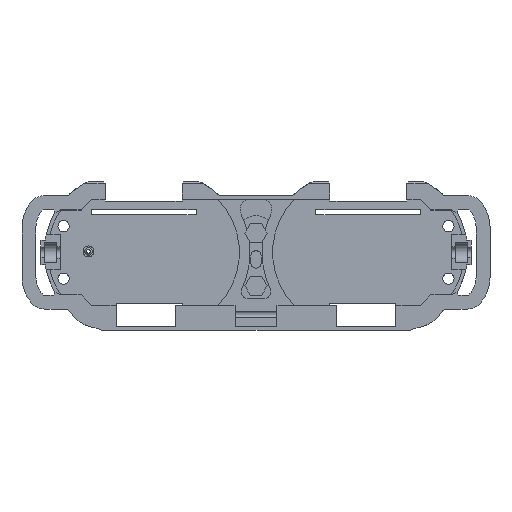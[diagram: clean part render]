
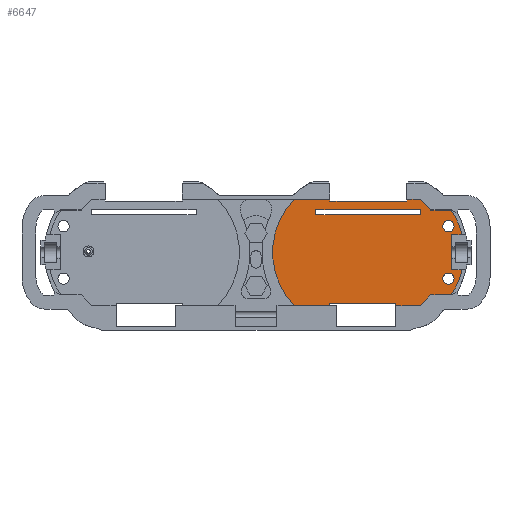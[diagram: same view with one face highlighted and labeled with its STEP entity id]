
A CAD part, top view. The second image highlights one B-rep face of the part: STEP entity #6647.
In plain terms, the highlighted planar face has unit normal (0, 0, 1).
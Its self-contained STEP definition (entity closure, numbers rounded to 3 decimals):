
#52=FACE_BOUND('',#603,.T.);
#53=FACE_BOUND('',#604,.T.);
#54=FACE_BOUND('',#605,.T.);
#241=FACE_OUTER_BOUND('',#602,.T.);
#602=EDGE_LOOP('',(#4884,#4885,#4886,#4887,#4888,#4889,#4890,#4891,#4892,
#4893,#4894,#4895,#4896,#4897,#4898,#4899,#4900,#4901,#4902,#4903));
#603=EDGE_LOOP('',(#4904,#4905,#4906,#4907));
#604=EDGE_LOOP('',(#4908));
#605=EDGE_LOOP('',(#4909));
#1044=LINE('',#9712,#1822);
#1119=LINE('',#9916,#1897);
#1251=LINE('',#10261,#2029);
#1253=LINE('',#10266,#2031);
#1254=LINE('',#10268,#2032);
#1255=LINE('',#10270,#2033);
#1256=LINE('',#10271,#2034);
#1257=LINE('',#10273,#2035);
#1258=LINE('',#10277,#2036);
#1259=LINE('',#10279,#2037);
#1260=LINE('',#10280,#2038);
#1261=LINE('',#10281,#2039);
#1262=LINE('',#10283,#2040);
#1263=LINE('',#10287,#2041);
#1264=LINE('',#10289,#2042);
#1265=LINE('',#10291,#2043);
#1266=LINE('',#10294,#2044);
#1267=LINE('',#10297,#2045);
#1268=LINE('',#10299,#2046);
#1269=LINE('',#10301,#2047);
#1270=LINE('',#10302,#2048);
#1822=VECTOR('',#7739,10.);
#1897=VECTOR('',#7904,10.);
#2029=VECTOR('',#8128,10.);
#2031=VECTOR('',#8132,10.);
#2032=VECTOR('',#8133,10.);
#2033=VECTOR('',#8134,10.);
#2034=VECTOR('',#8135,10.);
#2035=VECTOR('',#8136,10.);
#2036=VECTOR('',#8139,10.);
#2037=VECTOR('',#8140,10.);
#2038=VECTOR('',#8141,10.);
#2039=VECTOR('',#8142,10.);
#2040=VECTOR('',#8143,10.);
#2041=VECTOR('',#8146,10.);
#2042=VECTOR('',#8147,10.);
#2043=VECTOR('',#8148,10.);
#2044=VECTOR('',#8151,10.);
#2045=VECTOR('',#8152,10.);
#2046=VECTOR('',#8153,10.);
#2047=VECTOR('',#8154,10.);
#2048=VECTOR('',#8155,10.);
#2572=CIRCLE('',#7103,21.75);
#2573=CIRCLE('',#7104,21.75);
#2574=CIRCLE('',#7105,21.75);
#2575=CIRCLE('',#7106,1.6);
#2576=CIRCLE('',#7107,1.6);
#2808=VERTEX_POINT('',#9709);
#2809=VERTEX_POINT('',#9711);
#2880=VERTEX_POINT('',#9913);
#2881=VERTEX_POINT('',#9915);
#3016=VERTEX_POINT('',#10258);
#3017=VERTEX_POINT('',#10260);
#3018=VERTEX_POINT('',#10264);
#3019=VERTEX_POINT('',#10265);
#3020=VERTEX_POINT('',#10267);
#3021=VERTEX_POINT('',#10269);
#3022=VERTEX_POINT('',#10272);
#3023=VERTEX_POINT('',#10274);
#3024=VERTEX_POINT('',#10276);
#3025=VERTEX_POINT('',#10278);
#3026=VERTEX_POINT('',#10282);
#3027=VERTEX_POINT('',#10284);
#3028=VERTEX_POINT('',#10286);
#3029=VERTEX_POINT('',#10288);
#3030=VERTEX_POINT('',#10290);
#3031=VERTEX_POINT('',#10292);
#3032=VERTEX_POINT('',#10295);
#3033=VERTEX_POINT('',#10296);
#3034=VERTEX_POINT('',#10298);
#3035=VERTEX_POINT('',#10300);
#3036=VERTEX_POINT('',#10303);
#3037=VERTEX_POINT('',#10305);
#3487=EDGE_CURVE('',#2808,#2809,#1044,.T.);
#3585=EDGE_CURVE('',#2881,#2880,#1119,.T.);
#3747=EDGE_CURVE('',#3017,#3016,#1251,.T.);
#3749=EDGE_CURVE('',#3018,#3019,#1253,.T.);
#3750=EDGE_CURVE('',#3020,#3019,#1254,.T.);
#3751=EDGE_CURVE('',#3020,#3021,#1255,.T.);
#3752=EDGE_CURVE('',#2881,#3021,#1256,.T.);
#3753=EDGE_CURVE('',#3022,#2880,#1257,.T.);
#3754=EDGE_CURVE('',#3023,#3022,#2572,.T.);
#3755=EDGE_CURVE('',#3024,#3023,#1258,.T.);
#3756=EDGE_CURVE('',#3024,#3025,#1259,.T.);
#3757=EDGE_CURVE('',#3025,#2809,#1260,.T.);
#3758=EDGE_CURVE('',#3017,#2808,#1261,.T.);
#3759=EDGE_CURVE('',#3016,#3026,#1262,.T.);
#3760=EDGE_CURVE('',#3027,#3026,#2573,.T.);
#3761=EDGE_CURVE('',#3028,#3027,#1263,.T.);
#3762=EDGE_CURVE('',#3028,#3029,#1264,.T.);
#3763=EDGE_CURVE('',#3030,#3029,#1265,.T.);
#3764=EDGE_CURVE('',#3031,#3030,#2574,.T.);
#3765=EDGE_CURVE('',#3031,#3018,#1266,.T.);
#3766=EDGE_CURVE('',#3032,#3033,#1267,.T.);
#3767=EDGE_CURVE('',#3034,#3032,#1268,.T.);
#3768=EDGE_CURVE('',#3035,#3034,#1269,.T.);
#3769=EDGE_CURVE('',#3033,#3035,#1270,.T.);
#3770=EDGE_CURVE('',#3036,#3036,#2575,.T.);
#3771=EDGE_CURVE('',#3037,#3037,#2576,.T.);
#4884=ORIENTED_EDGE('',*,*,#3749,.T.);
#4885=ORIENTED_EDGE('',*,*,#3750,.F.);
#4886=ORIENTED_EDGE('',*,*,#3751,.T.);
#4887=ORIENTED_EDGE('',*,*,#3752,.F.);
#4888=ORIENTED_EDGE('',*,*,#3585,.T.);
#4889=ORIENTED_EDGE('',*,*,#3753,.F.);
#4890=ORIENTED_EDGE('',*,*,#3754,.F.);
#4891=ORIENTED_EDGE('',*,*,#3755,.F.);
#4892=ORIENTED_EDGE('',*,*,#3756,.T.);
#4893=ORIENTED_EDGE('',*,*,#3757,.T.);
#4894=ORIENTED_EDGE('',*,*,#3487,.F.);
#4895=ORIENTED_EDGE('',*,*,#3758,.F.);
#4896=ORIENTED_EDGE('',*,*,#3747,.T.);
#4897=ORIENTED_EDGE('',*,*,#3759,.T.);
#4898=ORIENTED_EDGE('',*,*,#3760,.F.);
#4899=ORIENTED_EDGE('',*,*,#3761,.F.);
#4900=ORIENTED_EDGE('',*,*,#3762,.T.);
#4901=ORIENTED_EDGE('',*,*,#3763,.F.);
#4902=ORIENTED_EDGE('',*,*,#3764,.F.);
#4903=ORIENTED_EDGE('',*,*,#3765,.T.);
#4904=ORIENTED_EDGE('',*,*,#3766,.F.);
#4905=ORIENTED_EDGE('',*,*,#3767,.F.);
#4906=ORIENTED_EDGE('',*,*,#3768,.F.);
#4907=ORIENTED_EDGE('',*,*,#3769,.F.);
#4908=ORIENTED_EDGE('',*,*,#3770,.T.);
#4909=ORIENTED_EDGE('',*,*,#3771,.T.);
#6374=PLANE('',#7102);
#6647=ADVANCED_FACE('',(#241,#52,#53,#54),#6374,.T.);
#7102=AXIS2_PLACEMENT_3D('',#10263,#8130,#8131);
#7103=AXIS2_PLACEMENT_3D('',#10275,#8137,#8138);
#7104=AXIS2_PLACEMENT_3D('',#10285,#8144,#8145);
#7105=AXIS2_PLACEMENT_3D('',#10293,#8149,#8150);
#7106=AXIS2_PLACEMENT_3D('',#10304,#8156,#8157);
#7107=AXIS2_PLACEMENT_3D('',#10306,#8158,#8159);
#7739=DIRECTION('',(0.,1.,0.));
#7904=DIRECTION('',(0.,1.,0.));
#8128=DIRECTION('',(0.707,0.707,0.));
#8130=DIRECTION('center_axis',(0.,0.,1.));
#8131=DIRECTION('ref_axis',(1.,0.,0.));
#8132=DIRECTION('',(-0.707,0.707,0.));
#8133=DIRECTION('',(1.,0.,0.));
#8134=DIRECTION('',(0.,-1.,0.));
#8135=DIRECTION('',(1.,0.,0.));
#8136=DIRECTION('',(1.,0.,0.));
#8137=DIRECTION('center_axis',(0.,0.,-1.));
#8138=DIRECTION('ref_axis',(-1.,0.,0.));
#8139=DIRECTION('',(-1.,0.,0.));
#8140=DIRECTION('',(0.,1.,0.));
#8141=DIRECTION('',(1.,0.,0.));
#8142=DIRECTION('',(-1.,0.,0.));
#8143=DIRECTION('',(1.,0.,0.));
#8144=DIRECTION('center_axis',(0.,0.,-1.));
#8145=DIRECTION('ref_axis',(-1.,0.,0.));
#8146=DIRECTION('',(1.,0.,0.));
#8147=DIRECTION('',(0.,1.,0.));
#8148=DIRECTION('',(-1.,0.,0.));
#8149=DIRECTION('center_axis',(0.,0.,-1.));
#8150=DIRECTION('ref_axis',(-1.,0.,0.));
#8151=DIRECTION('',(-1.,0.,0.));
#8152=DIRECTION('',(-1.,0.,0.));
#8153=DIRECTION('',(0.,1.,0.));
#8154=DIRECTION('',(1.,0.,0.));
#8155=DIRECTION('',(0.,-1.,0.));
#8156=DIRECTION('center_axis',(0.,0.,-1.));
#8157=DIRECTION('ref_axis',(-1.,0.,0.));
#8158=DIRECTION('center_axis',(0.,0.,-1.));
#8159=DIRECTION('ref_axis',(-1.,0.,0.));
#9709=CARTESIAN_POINT('',(40.,-15.2,-1.));
#9711=CARTESIAN_POINT('',(40.,-14.7,-1.));
#9712=CARTESIAN_POINT('',(40.,-12.05,-1.));
#9913=CARTESIAN_POINT('',(21.125,15.2,-1.));
#9915=CARTESIAN_POINT('',(21.125,14.7,-1.));
#9916=CARTESIAN_POINT('',(21.125,9.603,-1.));
#10258=CARTESIAN_POINT('',(50.,-12.122,-1.));
#10260=CARTESIAN_POINT('',(46.922,-15.2,-1.));
#10261=CARTESIAN_POINT('',(39.761,-22.361,-1.));
#10263=CARTESIAN_POINT('Origin',(0.,0.,-1.));
#10264=CARTESIAN_POINT('',(50.,12.122,-1.));
#10265=CARTESIAN_POINT('',(46.922,15.2,-1.));
#10266=CARTESIAN_POINT('',(39.761,22.361,-1.));
#10267=CARTESIAN_POINT('',(43.125,15.2,-1.));
#10268=CARTESIAN_POINT('',(0.,15.2,-1.));
#10269=CARTESIAN_POINT('',(43.125,14.7,-1.));
#10270=CARTESIAN_POINT('',(43.125,6.15,-1.));
#10271=CARTESIAN_POINT('',(-26.654,14.7,-1.));
#10272=CARTESIAN_POINT('',(10.943,15.2,-1.));
#10273=CARTESIAN_POINT('',(0.,15.2,-1.));
#10274=CARTESIAN_POINT('',(10.943,-15.2,-1.));
#10275=CARTESIAN_POINT('Origin',(26.5,0.,-1.));
#10276=CARTESIAN_POINT('',(21.,-15.2,-1.));
#10277=CARTESIAN_POINT('',(0.,-15.2,-1.));
#10278=CARTESIAN_POINT('',(21.,-14.7,-1.));
#10279=CARTESIAN_POINT('',(21.,-9.05,-1.));
#10280=CARTESIAN_POINT('',(26.654,-14.7,-1.));
#10281=CARTESIAN_POINT('',(0.,-15.2,-1.));
#10282=CARTESIAN_POINT('',(55.809,-12.122,-1.));
#10283=CARTESIAN_POINT('',(25.,-12.122,-1.));
#10284=CARTESIAN_POINT('',(58.917,-5.,-1.));
#10285=CARTESIAN_POINT('Origin',(37.75,0.,-1.));
#10286=CARTESIAN_POINT('',(55.95,-5.,-1.));
#10287=CARTESIAN_POINT('',(0.,-5.,-1.));
#10288=CARTESIAN_POINT('',(55.95,5.,-1.));
#10289=CARTESIAN_POINT('',(55.95,0.,-1.));
#10290=CARTESIAN_POINT('',(58.917,5.,-1.));
#10291=CARTESIAN_POINT('',(0.,5.,-1.));
#10292=CARTESIAN_POINT('',(55.809,12.122,-1.));
#10293=CARTESIAN_POINT('Origin',(37.75,0.,-1.));
#10294=CARTESIAN_POINT('',(27.905,12.122,-1.));
#10295=CARTESIAN_POINT('',(47.125,12.2,-1.));
#10296=CARTESIAN_POINT('',(17.125,12.2,-1.));
#10297=CARTESIAN_POINT('',(8.562,12.2,-1.));
#10298=CARTESIAN_POINT('',(47.125,10.7,-1.));
#10299=CARTESIAN_POINT('',(47.125,6.1,-1.));
#10300=CARTESIAN_POINT('',(17.125,10.7,-1.));
#10301=CARTESIAN_POINT('',(23.563,10.7,-1.));
#10302=CARTESIAN_POINT('',(17.125,5.35,-1.));
#10303=CARTESIAN_POINT('',(56.6,7.5,-1.));
#10304=CARTESIAN_POINT('Origin',(55.,7.5,-1.));
#10305=CARTESIAN_POINT('',(56.6,-7.5,-1.));
#10306=CARTESIAN_POINT('Origin',(55.,-7.5,-1.));
